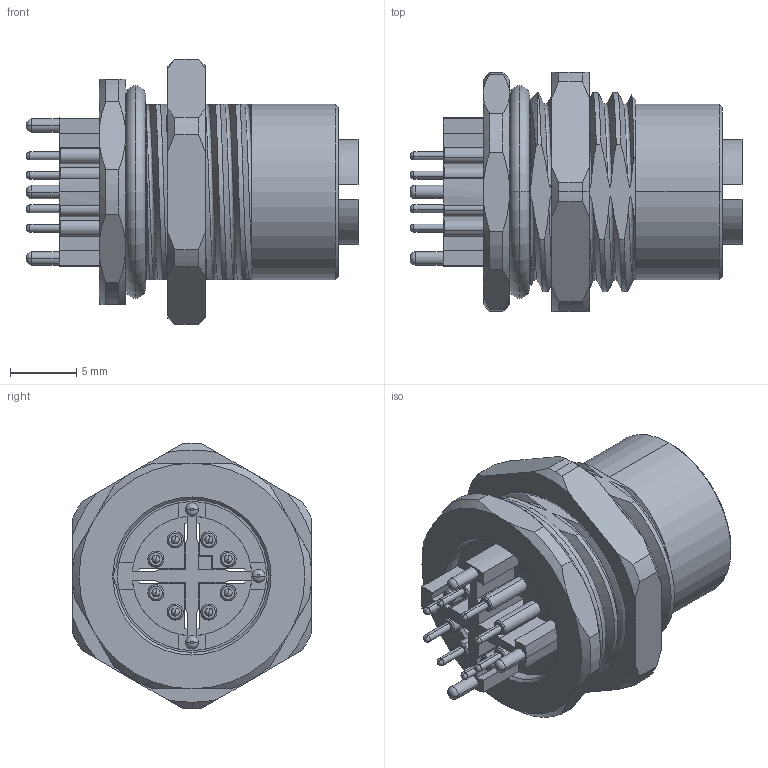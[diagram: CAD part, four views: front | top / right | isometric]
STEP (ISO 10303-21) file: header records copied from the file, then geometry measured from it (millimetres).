
FILE_DESCRIPTION (( 'STEP AP203' ), '1' );
FILE_NAME ('54-00265_revA.STEP', '2020-12-02T00:13:24', ( '' ), ( '' ), 'SwSTEP 2.0', 'SolidWorks 2015', '' );
FILE_SCHEMA (( 'CONFIG_CONTROL_DESIGN' ));
Length unit declared in the file: millimetre
Products named in the file (7): 54-00265-05___; 54-00265-06___; 54-00265-01___; 54-00265_revA; 54-00265-03; 54-00265-04___; 54-00265-02___
Assembly tree (13 placements, depth 2):
  54-00265_revA
    54-00265-01___
    54-00265-02___
    54-00265-03
    54-00265-04___  x8
    54-00265-05___
    54-00265-06___
Bounding box: 25 x 18 x 20 mm (x, y, z)
Volume: 2683.6 mm3; surface area: 6119.4 mm2
Topology: 13 solids, 13 shells, 580 faces, 1487 edges, 935 vertices
Faces by surface type: cylinder 202, plane 202, cone 79, torus 42, bspline 39, sphere 16
Entity records: 23767 total; most frequent: CARTESIAN_POINT 14186, ORIENTED_EDGE 1912, DIRECTION 1722, EDGE_CURVE 956, AXIS2_PLACEMENT_3D 658, VERTEX_POINT 618, EDGE_LOOP 408, LINE 406
